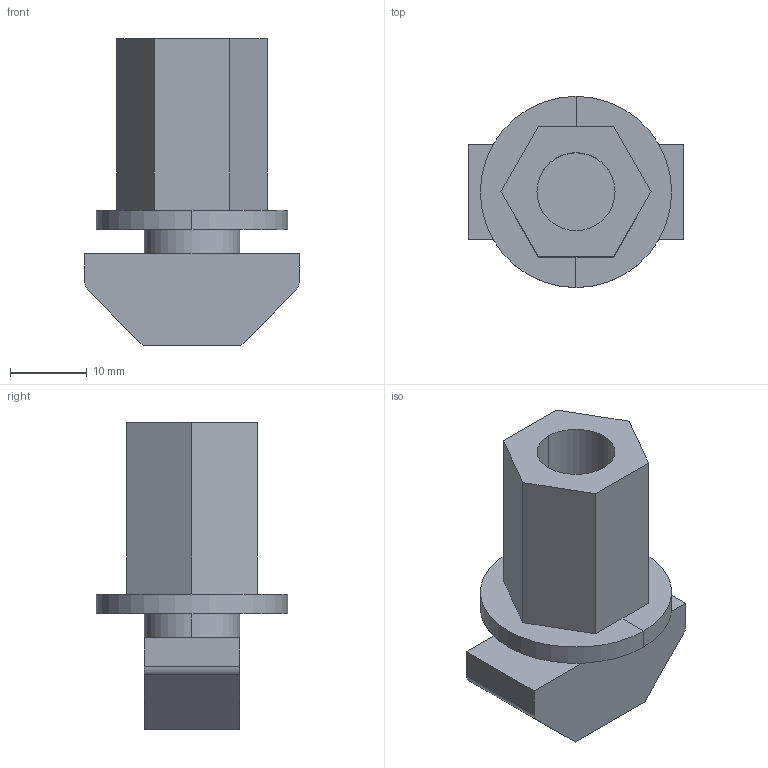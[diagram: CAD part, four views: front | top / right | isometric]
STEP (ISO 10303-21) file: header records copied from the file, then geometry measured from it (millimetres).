
FILE_DESCRIPTION (( 'STEP AP214' ), '1' );
FILE_NAME ('R952-065.STEP', '2024-07-08T14:05:49', ( '' ), ( '' ), 'SwSTEP 2.0', 'SolidWorks 2024', '' );
FILE_SCHEMA (( 'AUTOMOTIVE_DESIGN' ));
Length unit declared in the file: millimetre
Products named in the file (1): R952-065
Bounding box: 28 x 25 x 40.11 mm (x, y, z)
Volume: 9582.4 mm3; surface area: 4276.7 mm2
Topology: 1 solids, 1 shells, 28 faces, 68 edges, 44 vertices
Faces by surface type: plane 20, cylinder 8
Entity records: 841 total; most frequent: DIRECTION 144, CARTESIAN_POINT 141, ORIENTED_EDGE 136, EDGE_CURVE 68, VECTOR 50, LINE 50, AXIS2_PLACEMENT_3D 47, VERTEX_POINT 44
